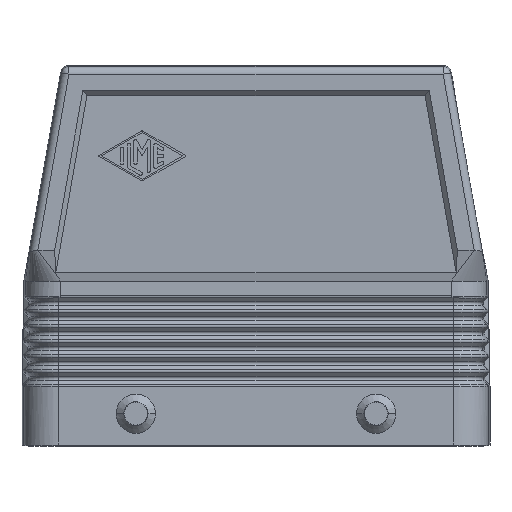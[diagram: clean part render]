
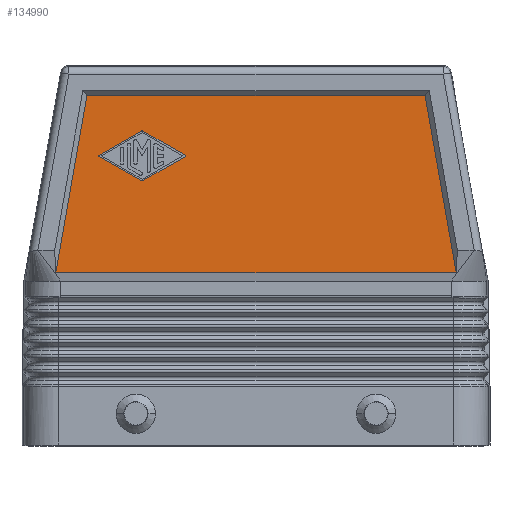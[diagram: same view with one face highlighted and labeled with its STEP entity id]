
A CAD part, left-side view. The second image highlights one B-rep face of the part: STEP entity #134990.
In plain terms, the highlighted planar face has unit normal (-1, 0, 0).
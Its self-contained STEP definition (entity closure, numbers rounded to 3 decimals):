
#60490=CARTESIAN_POINT('',(374.083,31.324,
58.377));
#60500=VERTEX_POINT('',#60490);
#60580=CARTESIAN_POINT('',(374.083,39.741,
63.188));
#60590=VERTEX_POINT('',#60580);
#60620=CARTESIAN_POINT('',(374.083,44.373,
65.836));
#60630=DIRECTION('',(0.,-0.868,-0.496));
#60640=VECTOR('',#60630,1.);
#60650=LINE('',#60620,#60640);
#60660=EDGE_CURVE('',#60590,#60500,#60650,.T.);
#73980=CARTESIAN_POINT('',(374.083,39.741,
53.277));
#73990=VERTEX_POINT('',#73980);
#74070=CARTESIAN_POINT('',(374.083,31.324,
58.088));
#74080=VERTEX_POINT('',#74070);
#74110=CARTESIAN_POINT('',(374.083,44.373,
50.63));
#74120=DIRECTION('',(0.,0.868,-0.496));
#74130=VECTOR('',#74120,1.);
#74140=LINE('',#74110,#74130);
#74150=EDGE_CURVE('',#74080,#73990,#74140,.T.);
#79340=CARTESIAN_POINT('',(374.083,48.488,
58.088));
#79350=VERTEX_POINT('',#79340);
#79430=CARTESIAN_POINT('',(374.083,40.072,
53.277));
#79440=VERTEX_POINT('',#79430);
#79470=CARTESIAN_POINT('',(374.083,44.373,
55.735));
#79480=DIRECTION('',(0.,0.868,0.496));
#79490=VECTOR('',#79480,1.);
#79500=LINE('',#79470,#79490);
#79510=EDGE_CURVE('',#79440,#79350,#79500,.T.);
#80900=CARTESIAN_POINT('',(374.083,31.407,
58.233));
#80910=DIRECTION('',(-1.,0.,0.));
#80920=DIRECTION('',(0.,-1.,0.));
#80930=AXIS2_PLACEMENT_3D('',#80900,#80910,#80920);
#80940=CIRCLE('',#80930,0.167);
#80950=EDGE_CURVE('',#74080,#60500,#80940,.T.);
#88190=CARTESIAN_POINT('',(374.083,39.906,
53.566));
#88200=DIRECTION('',(-1.,0.,0.));
#88210=DIRECTION('',(0.,-1.,0.));
#88220=AXIS2_PLACEMENT_3D('',#88190,#88200,#88210);
#88230=CIRCLE('',#88220,0.333);
#88240=EDGE_CURVE('',#79440,#73990,#88230,.T.);
#123590=CARTESIAN_POINT('',(374.083,40.072,
63.188));
#123600=VERTEX_POINT('',#123590);
#123630=CARTESIAN_POINT('',(374.083,39.906,
62.899));
#123640=DIRECTION('',(-1.,0.,0.));
#123650=DIRECTION('',(0.,-1.,0.));
#123660=AXIS2_PLACEMENT_3D('',#123630,#123640,#123650);
#123670=CIRCLE('',#123660,0.333);
#123680=EDGE_CURVE('',#60590,#123600,#123670,.T.);
#127100=CARTESIAN_POINT('',(374.083,48.488,
58.377));
#127110=VERTEX_POINT('',#127100);
#127160=CARTESIAN_POINT('',(374.083,48.405,
58.233));
#127170=DIRECTION('',(-1.,0.,0.));
#127180=DIRECTION('',(0.,-1.,0.));
#127190=AXIS2_PLACEMENT_3D('',#127160,#127170,#127180);
#127200=CIRCLE('',#127190,0.167);
#127210=EDGE_CURVE('',#127110,#79350,#127200,.T.);
#129950=CARTESIAN_POINT('',(374.083,44.373,
60.73));
#129960=DIRECTION('',(0.,-0.868,0.496));
#129970=VECTOR('',#129960,1.);
#129980=LINE('',#129950,#129970);
#129990=EDGE_CURVE('',#127110,#123600,#129980,.T.);
#133900=CARTESIAN_POINT('',(374.083,50.926,
70.233));
#133910=VERTEX_POINT('',#133900);
#134080=CARTESIAN_POINT('',(374.083,-16.613,
70.233));
#134090=VERTEX_POINT('',#134080);
#134120=CARTESIAN_POINT('',(374.083,44.373,
70.233));
#134130=DIRECTION('',(0.,1.,0.));
#134140=VECTOR('',#134130,1.);
#134150=LINE('',#134120,#134140);
#134160=EDGE_CURVE('',#134090,#133910,#134150,.T.);
#134390=CARTESIAN_POINT('',(374.083,-22.843,
34.87));
#134400=VERTEX_POINT('',#134390);
#134430=CARTESIAN_POINT('',(374.083,-26.831,
12.233));
#134440=DIRECTION('',(0.,0.174,0.985));
#134450=VECTOR('',#134440,1.);
#134460=LINE('',#134430,#134450);
#134470=EDGE_CURVE('',#134400,#134090,#134460,.T.);
#134660=CARTESIAN_POINT('',(374.083,-12.317,
48.893));
#134670=DIRECTION('',(1.,0.,0.));
#134680=DIRECTION('',(0.,1.,0.));
#134690=AXIS2_PLACEMENT_3D('',#134660,#134670,#134680);
#134700=PLANE('',#134690);
#134710=ORIENTED_EDGE('',*,*,#80950,.F.);
#134720=ORIENTED_EDGE('',*,*,#60660,.T.);
#134730=ORIENTED_EDGE('',*,*,#123680,.F.);
#134740=ORIENTED_EDGE('',*,*,#129990,.T.);
#134750=ORIENTED_EDGE('',*,*,#127210,.F.);
#134760=ORIENTED_EDGE('',*,*,#79510,.T.);
#134770=ORIENTED_EDGE('',*,*,#88240,.F.);
#134780=ORIENTED_EDGE('',*,*,#74150,.T.);
#134790=EDGE_LOOP('',(#134780,#134770,#134760,#134750,#134740,#134730,
#134720,#134710));
#134800=FACE_BOUND('',#134790,.T.);
#134810=CARTESIAN_POINT('',(374.083,44.373,
34.87));
#134820=DIRECTION('',(0.,1.,0.));
#134830=VECTOR('',#134820,1.);
#134840=LINE('',#134810,#134830);
#134850=CARTESIAN_POINT('',(374.083,57.156,
34.87));
#134860=VERTEX_POINT('',#134850);
#134870=EDGE_CURVE('',#134400,#134860,#134840,.T.);
#134880=ORIENTED_EDGE('',*,*,#134870,.F.);
#134890=CARTESIAN_POINT('',(374.083,61.144,
12.233));
#134900=DIRECTION('',(0.,-0.174,0.985));
#134910=VECTOR('',#134900,1.);
#134920=LINE('',#134890,#134910);
#134930=EDGE_CURVE('',#134860,#133910,#134920,.T.);
#134940=ORIENTED_EDGE('',*,*,#134930,.F.);
#134950=ORIENTED_EDGE('',*,*,#134160,.T.);
#134960=ORIENTED_EDGE('',*,*,#134470,.T.);
#134970=EDGE_LOOP('',(#134960,#134950,#134940,#134880));
#134980=FACE_OUTER_BOUND('',#134970,.T.);
#134990=ADVANCED_FACE('',(#134800,#134980),#134700,.F.);
